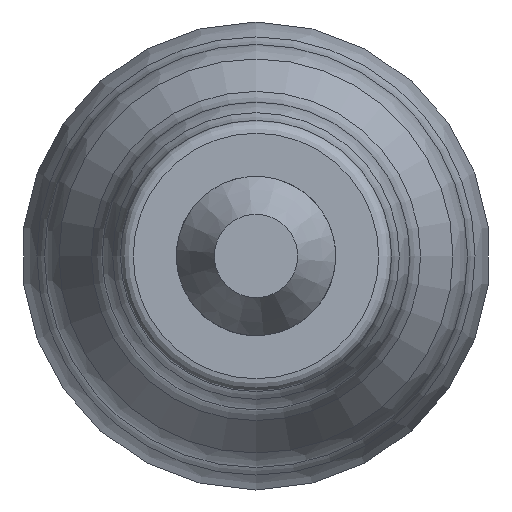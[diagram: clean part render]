
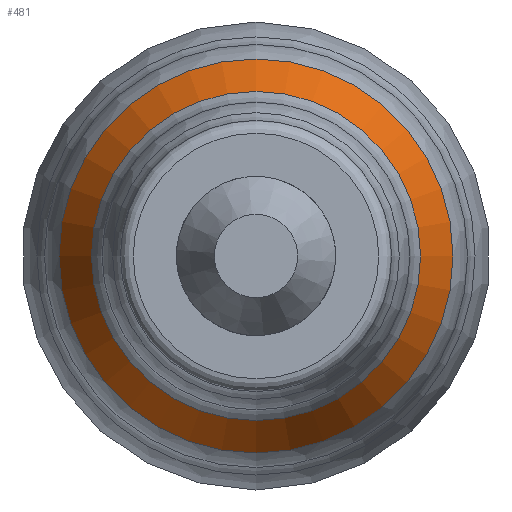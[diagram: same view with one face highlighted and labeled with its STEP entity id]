
A CAD part, left-side view. The second image highlights one B-rep face of the part: STEP entity #481.
In plain terms, the highlighted conical face has half-angle 28.305 degrees and reference radius 0.78 mm.
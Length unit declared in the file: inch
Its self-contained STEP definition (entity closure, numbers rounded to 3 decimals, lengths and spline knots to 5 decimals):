
#34 = DIRECTION ( 'NONE',  ( -1., 0., 0. ) ) ;
#41 = CONICAL_SURFACE ( 'NONE', #219, 0.03073, 0.494 ) ;
#45 = EDGE_LOOP ( 'NONE', ( #666 ) ) ;
#51 = DIRECTION ( 'NONE',  ( 0., 0., 1. ) ) ;
#103 = DIRECTION ( 'NONE',  ( 0., 0., -1. ) ) ;
#107 = EDGE_CURVE ( 'NONE', #489, #489, #494, .T. ) ;
#156 = FACE_BOUND ( 'NONE', #576, .T. ) ;
#160 = VERTEX_POINT ( 'NONE', #261 ) ;
#219 = AXIS2_PLACEMENT_3D ( 'NONE', #614, #453, #103 ) ;
#261 = CARTESIAN_POINT ( 'NONE',  ( 0.09864, 0., 0.02567 ) ) ;
#328 = CARTESIAN_POINT ( 'NONE',  ( 0.10802, 0., 0.03073 ) ) ;
#330 = DIRECTION ( 'NONE',  ( -1., 0., 0. ) ) ;
#360 = CIRCLE ( 'NONE', #718, 0.02567 ) ;
#384 = FACE_OUTER_BOUND ( 'NONE', #45, .T. ) ;
#403 = CARTESIAN_POINT ( 'NONE',  ( 0.10802, 0., 0. ) ) ;
#431 = DIRECTION ( 'NONE',  ( 0., 0., 1. ) ) ;
#453 = DIRECTION ( 'NONE',  ( 1., 0., 0. ) ) ;
#456 = CARTESIAN_POINT ( 'NONE',  ( 0.09864, 0., 0. ) ) ;
#481 = ADVANCED_FACE ( 'NONE', ( #156, #384 ), #41, .T. ) ;
#482 = AXIS2_PLACEMENT_3D ( 'NONE', #403, #34, #431 ) ;
#488 = EDGE_CURVE ( 'NONE', #160, #160, #360, .T. ) ;
#489 = VERTEX_POINT ( 'NONE', #328 ) ;
#494 = CIRCLE ( 'NONE', #482, 0.03073 ) ;
#576 = EDGE_LOOP ( 'NONE', ( #679 ) ) ;
#614 = CARTESIAN_POINT ( 'NONE',  ( 0.10802, 0., 0. ) ) ;
#666 = ORIENTED_EDGE ( 'NONE', *, *, #107, .T. ) ;
#679 = ORIENTED_EDGE ( 'NONE', *, *, #488, .F. ) ;
#718 = AXIS2_PLACEMENT_3D ( 'NONE', #456, #330, #51 ) ;
